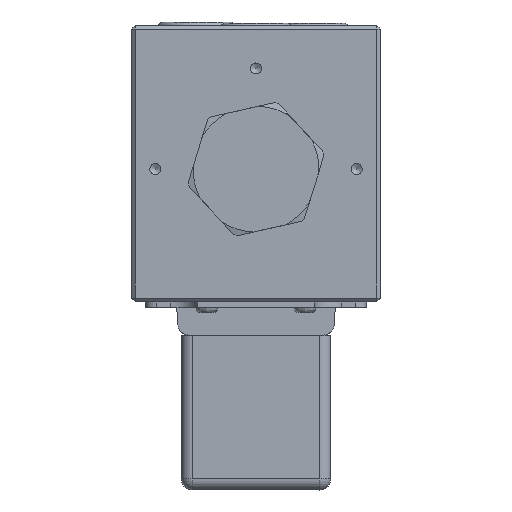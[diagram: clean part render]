
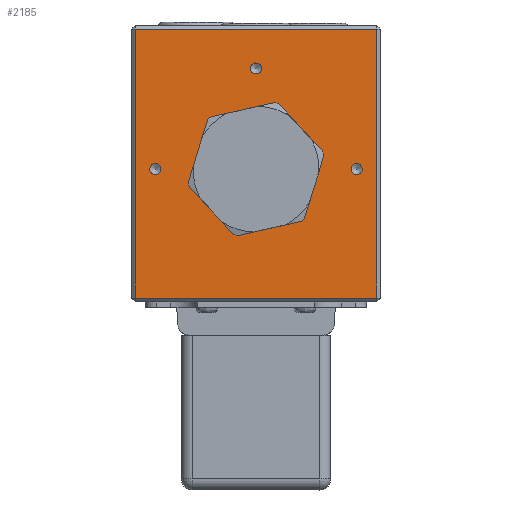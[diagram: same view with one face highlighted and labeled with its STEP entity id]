
A CAD part, left-side view. The second image highlights one B-rep face of the part: STEP entity #2185.
In plain terms, the highlighted planar face has unit normal (-1, 0, 0).
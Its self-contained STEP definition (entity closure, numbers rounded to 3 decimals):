
#2185=ADVANCED_FACE('',(#4086,#4087,#4088,#4089,#4090),#2735,.T.);
#2735=PLANE('',#10217);
#3012=LINE('',#19056,#3557);
#3013=LINE('',#19059,#3558);
#3014=LINE('',#19061,#3559);
#3015=LINE('',#19063,#3560);
#3557=VECTOR('',#11335,1.);
#3558=VECTOR('',#11336,1.);
#3559=VECTOR('',#11337,1.);
#3560=VECTOR('',#11338,1.);
#4086=FACE_BOUND('',#4412,.T.);
#4087=FACE_BOUND('',#4413,.T.);
#4088=FACE_BOUND('',#4414,.T.);
#4089=FACE_BOUND('',#4415,.T.);
#4090=FACE_BOUND('',#4416,.T.);
#4412=EDGE_LOOP('',(#5679));
#4413=EDGE_LOOP('',(#5680,#5681,#5682,#5683));
#4414=EDGE_LOOP('',(#5684));
#4415=EDGE_LOOP('',(#5685));
#4416=EDGE_LOOP('',(#5686));
#5091=CIRCLE('',#10213,1.);
#5092=CIRCLE('',#10214,10.827);
#5093=CIRCLE('',#10215,1.);
#5094=CIRCLE('',#10216,1.);
#5679=ORIENTED_EDGE('',*,*,#8815,.T.);
#5680=ORIENTED_EDGE('',*,*,#8816,.T.);
#5681=ORIENTED_EDGE('',*,*,#8817,.T.);
#5682=ORIENTED_EDGE('',*,*,#8818,.T.);
#5683=ORIENTED_EDGE('',*,*,#8819,.T.);
#5684=ORIENTED_EDGE('',*,*,#8820,.T.);
#5685=ORIENTED_EDGE('',*,*,#8821,.T.);
#5686=ORIENTED_EDGE('',*,*,#8822,.T.);
#7974=VERTEX_POINT('',#19055);
#7975=VERTEX_POINT('',#19057);
#7976=VERTEX_POINT('',#19058);
#7977=VERTEX_POINT('',#19060);
#7978=VERTEX_POINT('',#19062);
#7979=VERTEX_POINT('',#19065);
#7980=VERTEX_POINT('',#19067);
#7981=VERTEX_POINT('',#19069);
#8815=EDGE_CURVE('',#7974,#7974,#5091,.T.);
#8816=EDGE_CURVE('',#7975,#7976,#3012,.T.);
#8817=EDGE_CURVE('',#7976,#7977,#3013,.T.);
#8818=EDGE_CURVE('',#7977,#7978,#3014,.T.);
#8819=EDGE_CURVE('',#7978,#7975,#3015,.T.);
#8820=EDGE_CURVE('',#7979,#7979,#5092,.T.);
#8821=EDGE_CURVE('',#7980,#7980,#5093,.T.);
#8822=EDGE_CURVE('',#7981,#7981,#5094,.T.);
#10213=AXIS2_PLACEMENT_3D('',#19054,#11333,#11334);
#10214=AXIS2_PLACEMENT_3D('',#19064,#11339,#11340);
#10215=AXIS2_PLACEMENT_3D('',#19066,#11341,#11342);
#10216=AXIS2_PLACEMENT_3D('',#19068,#11343,#11344);
#10217=AXIS2_PLACEMENT_3D('',#19070,#11345,#11346);
#11333=DIRECTION('',(1.,0.,0.));
#11334=DIRECTION('',(0.,0.,-1.));
#11335=DIRECTION('',(0.,1.,0.));
#11336=DIRECTION('',(0.,0.,-1.));
#11337=DIRECTION('',(0.,-1.,0.));
#11338=DIRECTION('',(0.,0.,1.));
#11339=DIRECTION('',(1.,0.,0.));
#11340=DIRECTION('',(0.,0.,1.));
#11341=DIRECTION('',(1.,0.,0.));
#11342=DIRECTION('',(0.,0.,-1.));
#11343=DIRECTION('',(1.,0.,0.));
#11344=DIRECTION('',(0.,0.,-1.));
#11345=DIRECTION('',(-1.,0.,0.));
#11346=DIRECTION('',(0.,0.,1.));
#19054=CARTESIAN_POINT('',(245.786,-19.071,13.271));
#19055=CARTESIAN_POINT('',(245.786,-19.071,12.271));
#19056=CARTESIAN_POINT('',(245.786,-57.571,20.371));
#19057=CARTESIAN_POINT('',(245.786,-40.871,20.371));
#19058=CARTESIAN_POINT('',(245.786,2.729,20.371));
#19059=CARTESIAN_POINT('',(245.786,2.729,21.071));
#19060=CARTESIAN_POINT('',(245.786,2.729,-28.229));
#19061=CARTESIAN_POINT('',(245.786,-41.571,-28.229));
#19062=CARTESIAN_POINT('',(245.786,-40.871,-28.229));
#19063=CARTESIAN_POINT('',(245.786,-40.871,21.071));
#19064=CARTESIAN_POINT('',(245.786,-19.071,-4.929));
#19065=CARTESIAN_POINT('',(245.786,-19.071,5.898));
#19066=CARTESIAN_POINT('',(245.786,-0.871,-4.929));
#19067=CARTESIAN_POINT('',(245.786,-0.871,-5.929));
#19068=CARTESIAN_POINT('',(245.786,-37.271,-4.929));
#19069=CARTESIAN_POINT('',(245.786,-37.271,-5.929));
#19070=CARTESIAN_POINT('',(245.786,-57.571,21.071));
